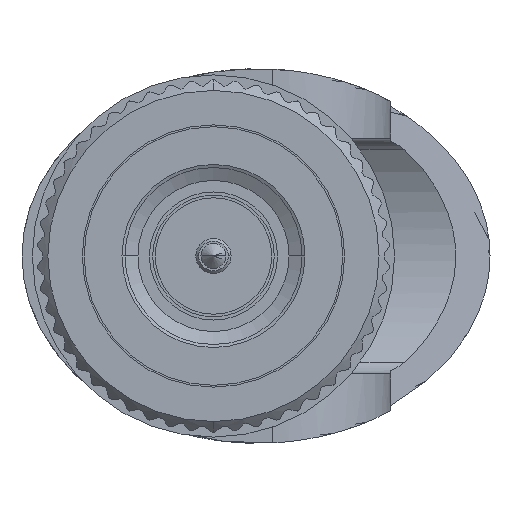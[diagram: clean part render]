
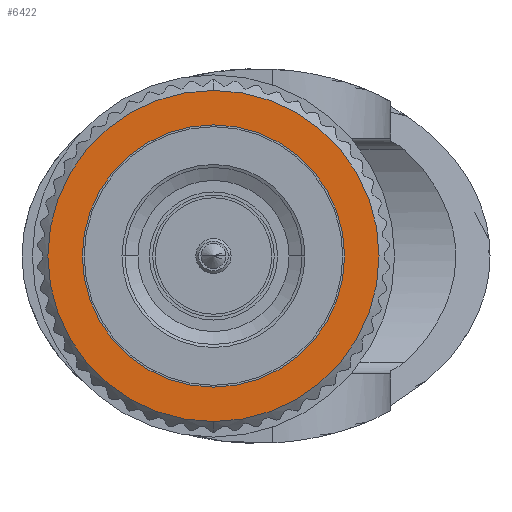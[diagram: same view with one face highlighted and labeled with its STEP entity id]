
A CAD part, left-side view. The second image highlights one B-rep face of the part: STEP entity #6422.
In plain terms, the highlighted face is planar.
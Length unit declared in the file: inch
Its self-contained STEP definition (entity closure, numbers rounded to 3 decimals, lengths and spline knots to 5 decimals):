
#147 = DIRECTION ( 'NONE',  ( 1., 0., 0. ) ) ;
#227 = VERTEX_POINT ( 'NONE', #12316 ) ;
#237 = EDGE_LOOP ( 'NONE', ( #2041, #17596 ) ) ;
#319 = EDGE_LOOP ( 'NONE', ( #4688, #925 ) ) ;
#765 = AXIS2_PLACEMENT_3D ( 'NONE', #9738, #9545, #9922 ) ;
#925 = ORIENTED_EDGE ( 'NONE', *, *, #10607, .F. ) ;
#2024 = EDGE_CURVE ( 'NONE', #7009, #227, #17963, .T. ) ;
#2041 = ORIENTED_EDGE ( 'NONE', *, *, #2024, .T. ) ;
#2272 = CARTESIAN_POINT ( 'NONE',  ( 0.931, 0., -0.1861 ) ) ;
#3003 = DIRECTION ( 'NONE',  ( 0., 0., -1. ) ) ;
#3149 = CARTESIAN_POINT ( 'NONE',  ( 0.931, 0., 0. ) ) ;
#3678 = CIRCLE ( 'NONE', #765, 0.1861 ) ;
#4131 = CARTESIAN_POINT ( 'NONE',  ( 0.931, 0., 0. ) ) ;
#4688 = ORIENTED_EDGE ( 'NONE', *, *, #10882, .F. ) ;
#5927 = DIRECTION ( 'NONE',  ( 0., 0., -1. ) ) ;
#6422 = ADVANCED_FACE ( 'NONE', ( #11904, #7768 ), #7675, .T. ) ;
#7009 = VERTEX_POINT ( 'NONE', #15841 ) ;
#7071 = DIRECTION ( 'NONE',  ( 1., 0., 0. ) ) ;
#7675 = PLANE ( 'NONE',  #11199 ) ;
#7742 = AXIS2_PLACEMENT_3D ( 'NONE', #3149, #147, #5927 ) ;
#7768 = FACE_BOUND ( 'NONE', #319, .T. ) ;
#7862 = DIRECTION ( 'NONE',  ( 1., 0., 0. ) ) ;
#9160 = CARTESIAN_POINT ( 'NONE',  ( 0.931, 0., 0. ) ) ;
#9514 = VERTEX_POINT ( 'NONE', #16155 ) ;
#9545 = DIRECTION ( 'NONE',  ( 1., 0., 0. ) ) ;
#9738 = CARTESIAN_POINT ( 'NONE',  ( 0.931, 0., 0. ) ) ;
#9869 = EDGE_CURVE ( 'NONE', #227, #7009, #14220, .T. ) ;
#9922 = DIRECTION ( 'NONE',  ( 0., 0., -1. ) ) ;
#10607 = EDGE_CURVE ( 'NONE', #9514, #17941, #12190, .T. ) ;
#10652 = DIRECTION ( 'NONE',  ( 0., 0., -1. ) ) ;
#10882 = EDGE_CURVE ( 'NONE', #17941, #9514, #3678, .T. ) ;
#11199 = AXIS2_PLACEMENT_3D ( 'NONE', #2272, #7862, #13569 ) ;
#11904 = FACE_OUTER_BOUND ( 'NONE', #237, .T. ) ;
#12190 = CIRCLE ( 'NONE', #15975, 0.1861 ) ;
#12316 = CARTESIAN_POINT ( 'NONE',  ( 0.931, 0., 0.235 ) ) ;
#13228 = DIRECTION ( 'NONE',  ( 1., 0., 0. ) ) ;
#13301 = AXIS2_PLACEMENT_3D ( 'NONE', #9160, #13228, #10652 ) ;
#13569 = DIRECTION ( 'NONE',  ( 0., 0., -1. ) ) ;
#14220 = CIRCLE ( 'NONE', #7742, 0.235 ) ;
#15841 = CARTESIAN_POINT ( 'NONE',  ( 0.931, 0., -0.235 ) ) ;
#15975 = AXIS2_PLACEMENT_3D ( 'NONE', #4131, #7071, #3003 ) ;
#16155 = CARTESIAN_POINT ( 'NONE',  ( 0.931, 0., 0.1861 ) ) ;
#16887 = CARTESIAN_POINT ( 'NONE',  ( 0.931, 0., -0.1861 ) ) ;
#17596 = ORIENTED_EDGE ( 'NONE', *, *, #9869, .T. ) ;
#17941 = VERTEX_POINT ( 'NONE', #16887 ) ;
#17963 = CIRCLE ( 'NONE', #13301, 0.235 ) ;
